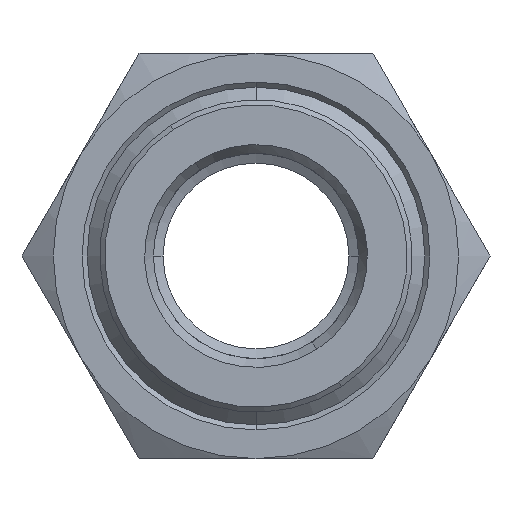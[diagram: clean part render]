
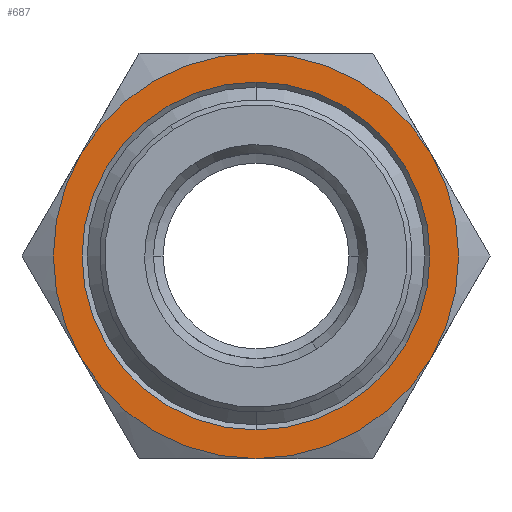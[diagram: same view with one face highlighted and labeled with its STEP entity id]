
A CAD part, front view. The second image highlights one B-rep face of the part: STEP entity #687.
In plain terms, the highlighted planar face has unit normal (0, -1, 0).
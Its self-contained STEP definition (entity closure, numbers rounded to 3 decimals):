
#75 = EDGE_CURVE ( 'NONE', #76, #152, #1122, .T. ) ;
#76 = VERTEX_POINT ( 'NONE', #1123 ) ;
#152 = VERTEX_POINT ( 'NONE', #1178 ) ;
#682 = ORIENTED_EDGE ( 'NONE', *, *, #685, .F. ) ;
#683 = ORIENTED_EDGE ( 'NONE', *, *, #717, .F. ) ;
#684 = ORIENTED_EDGE ( 'NONE', *, *, #722, .F. ) ;
#685 = EDGE_CURVE ( 'NONE', #759, #737, #2461, .T. ) ;
#686 = EDGE_LOOP ( 'NONE', ( #691, #688 ) ) ;
#687 = ADVANCED_FACE ( 'NONE', ( #2457, #2456 ), #2497, .T. ) ;
#688 = ORIENTED_EDGE ( 'NONE', *, *, #689, .T. ) ;
#689 = EDGE_CURVE ( 'NONE', #152, #76, #2496, .T. ) ;
#691 = ORIENTED_EDGE ( 'NONE', *, *, #75, .T. ) ;
#692 = EDGE_LOOP ( 'NONE', ( #682, #683, #684, #808, #1039, #975 ) ) ;
#717 = EDGE_CURVE ( 'NONE', #819, #759, #2531, .T. ) ;
#722 = EDGE_CURVE ( 'NONE', #847, #819, #2569, .T. ) ;
#737 = VERTEX_POINT ( 'NONE', #2588 ) ;
#759 = VERTEX_POINT ( 'NONE', #2599 ) ;
#769 = VERTEX_POINT ( 'NONE', #2667 ) ;
#781 = EDGE_CURVE ( 'NONE', #769, #861, #2692, .T. ) ;
#782 = EDGE_CURVE ( 'NONE', #737, #769, #2684, .T. ) ;
#805 = EDGE_CURVE ( 'NONE', #861, #847, #2810, .T. ) ;
#808 = ORIENTED_EDGE ( 'NONE', *, *, #805, .F. ) ;
#819 = VERTEX_POINT ( 'NONE', #2713 ) ;
#847 = VERTEX_POINT ( 'NONE', #2814 ) ;
#861 = VERTEX_POINT ( 'NONE', #2839 ) ;
#975 = ORIENTED_EDGE ( 'NONE', *, *, #782, .F. ) ;
#1039 = ORIENTED_EDGE ( 'NONE', *, *, #781, .F. ) ;
#1118 = DIRECTION ( 'NONE',  ( 0., 0., -1. ) ) ;
#1119 = DIRECTION ( 'NONE',  ( 0., 1., 0. ) ) ;
#1120 = CARTESIAN_POINT ( 'NONE',  ( 0., -9.5, 0. ) ) ;
#1121 = AXIS2_PLACEMENT_3D ( 'NONE', #1120, #1119, #1118 ) ;
#1122 = CIRCLE ( 'NONE', #1121, 10.3 ) ;
#1123 = CARTESIAN_POINT ( 'NONE',  ( 0., -9.5, 10.3 ) ) ;
#1178 = CARTESIAN_POINT ( 'NONE',  ( 0., -9.5, -10.3 ) ) ;
#2456 = FACE_OUTER_BOUND ( 'NONE', #692, .T. ) ;
#2457 = FACE_BOUND ( 'NONE', #686, .T. ) ;
#2458 = DIRECTION ( 'NONE',  ( 0., 0., -1. ) ) ;
#2459 = DIRECTION ( 'NONE',  ( 0., 1., 0. ) ) ;
#2460 = AXIS2_PLACEMENT_3D ( 'NONE', #2467, #2459, #2458 ) ;
#2461 = CIRCLE ( 'NONE', #2460, 12. ) ;
#2467 = CARTESIAN_POINT ( 'NONE',  ( 0., -9.5, 0. ) ) ;
#2488 = CARTESIAN_POINT ( 'NONE',  ( 0., -9.5, 0. ) ) ;
#2489 = AXIS2_PLACEMENT_3D ( 'NONE', #2488, #2492, #2491 ) ;
#2490 = CARTESIAN_POINT ( 'NONE',  ( -12., -9.5, 0. ) ) ;
#2491 = DIRECTION ( 'NONE',  ( 0., 0., -1. ) ) ;
#2492 = DIRECTION ( 'NONE',  ( 0., 1., 0. ) ) ;
#2496 = CIRCLE ( 'NONE', #2489, 10.3 ) ;
#2497 = PLANE ( 'NONE',  #2508 ) ;
#2504 = DIRECTION ( 'NONE',  ( 0., -1., 0. ) ) ;
#2508 = AXIS2_PLACEMENT_3D ( 'NONE', #2490, #2504, #2512 ) ;
#2512 = DIRECTION ( 'NONE',  ( 0., 0., 1. ) ) ;
#2526 = AXIS2_PLACEMENT_3D ( 'NONE', #2529, #2539, #2538 ) ;
#2529 = CARTESIAN_POINT ( 'NONE',  ( 0., -9.5, 0. ) ) ;
#2531 = CIRCLE ( 'NONE', #2526, 12. ) ;
#2538 = DIRECTION ( 'NONE',  ( 0., 0., -1. ) ) ;
#2539 = DIRECTION ( 'NONE',  ( 0., 1., 0. ) ) ;
#2550 = DIRECTION ( 'NONE',  ( 0., 0., -1. ) ) ;
#2551 = DIRECTION ( 'NONE',  ( 0., 1., 0. ) ) ;
#2559 = CARTESIAN_POINT ( 'NONE',  ( 0., -9.5, 0. ) ) ;
#2560 = AXIS2_PLACEMENT_3D ( 'NONE', #2559, #2551, #2550 ) ;
#2569 = CIRCLE ( 'NONE', #2560, 12. ) ;
#2588 = CARTESIAN_POINT ( 'NONE',  ( -10.392, -9.5, -6. ) ) ;
#2599 = CARTESIAN_POINT ( 'NONE',  ( 0., -9.5, -12. ) ) ;
#2667 = CARTESIAN_POINT ( 'NONE',  ( -10.392, -9.5, 6. ) ) ;
#2670 = CARTESIAN_POINT ( 'NONE',  ( 0., -9.5, 0. ) ) ;
#2671 = DIRECTION ( 'NONE',  ( 0., 0., -1. ) ) ;
#2673 = CARTESIAN_POINT ( 'NONE',  ( 0., -9.5, 0. ) ) ;
#2683 = AXIS2_PLACEMENT_3D ( 'NONE', #2670, #2690, #2689 ) ;
#2684 = CIRCLE ( 'NONE', #2683, 12. ) ;
#2689 = DIRECTION ( 'NONE',  ( 0., 0., -1. ) ) ;
#2690 = DIRECTION ( 'NONE',  ( 0., 1., 0. ) ) ;
#2692 = CIRCLE ( 'NONE', #2697, 12. ) ;
#2696 = DIRECTION ( 'NONE',  ( 0., 1., 0. ) ) ;
#2697 = AXIS2_PLACEMENT_3D ( 'NONE', #2673, #2696, #2671 ) ;
#2713 = CARTESIAN_POINT ( 'NONE',  ( 10.392, -9.5, -6. ) ) ;
#2733 = CARTESIAN_POINT ( 'NONE',  ( 0., -9.5, 0. ) ) ;
#2807 = DIRECTION ( 'NONE',  ( 0., 0., -1. ) ) ;
#2808 = DIRECTION ( 'NONE',  ( 0., 1., 0. ) ) ;
#2809 = AXIS2_PLACEMENT_3D ( 'NONE', #2733, #2808, #2807 ) ;
#2810 = CIRCLE ( 'NONE', #2809, 12. ) ;
#2814 = CARTESIAN_POINT ( 'NONE',  ( 10.392, -9.5, 6. ) ) ;
#2839 = CARTESIAN_POINT ( 'NONE',  ( 0., -9.5, 12. ) ) ;
